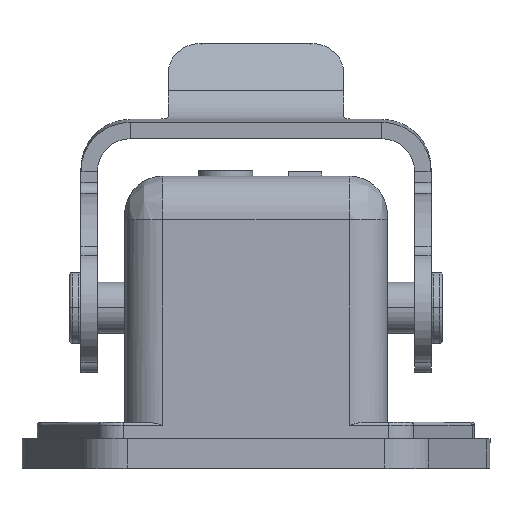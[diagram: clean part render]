
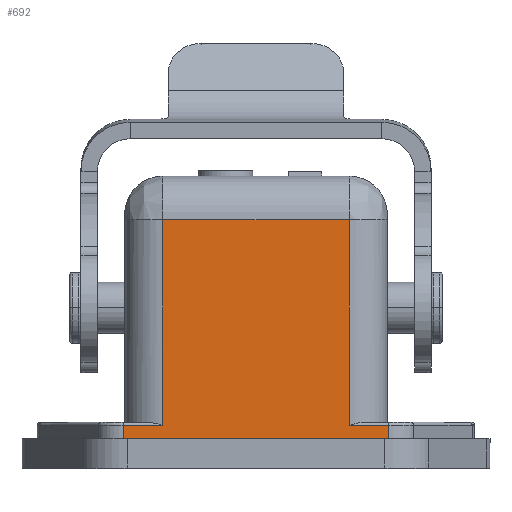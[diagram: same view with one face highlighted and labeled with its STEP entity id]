
A CAD part, top view. The second image highlights one B-rep face of the part: STEP entity #692.
In plain terms, the highlighted planar face has unit normal (0, 0, 1).
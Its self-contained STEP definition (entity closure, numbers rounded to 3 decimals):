
#357=FACE_OUTER_BOUND('',#1259,.T.);
#692=ADVANCED_FACE('NONE',(#357),#1017,.T.);
#1017=PLANE('',#6268);
#1259=EDGE_LOOP('',(#2255,#2256,#2257,#2258,#2259,#2260,#2261,#2262));
#2255=ORIENTED_EDGE('',*,*,#4470,.T.);
#2256=ORIENTED_EDGE('',*,*,#4471,.T.);
#2257=ORIENTED_EDGE('',*,*,#4472,.T.);
#2258=ORIENTED_EDGE('',*,*,#4473,.T.);
#2259=ORIENTED_EDGE('',*,*,#4474,.T.);
#2260=ORIENTED_EDGE('',*,*,#4475,.T.);
#2261=ORIENTED_EDGE('',*,*,#4469,.F.);
#2262=ORIENTED_EDGE('',*,*,#4419,.F.);
#3814=VERTEX_POINT('',#9045);
#3815=VERTEX_POINT('',#9046);
#3846=VERTEX_POINT('',#9151);
#3847=VERTEX_POINT('',#9157);
#3848=VERTEX_POINT('',#9159);
#3849=VERTEX_POINT('',#9161);
#3850=VERTEX_POINT('',#9163);
#3851=VERTEX_POINT('',#9165);
#4419=EDGE_CURVE('NONE',#3814,#3815,#5257,.T.);
#4469=EDGE_CURVE('NONE',#3815,#3846,#5283,.T.);
#4470=EDGE_CURVE('NONE',#3814,#3847,#5284,.T.);
#4471=EDGE_CURVE('NONE',#3847,#3848,#5285,.T.);
#4472=EDGE_CURVE('NONE',#3848,#3849,#5286,.T.);
#4473=EDGE_CURVE('NONE',#3849,#3850,#5287,.T.);
#4474=EDGE_CURVE('NONE',#3850,#3851,#5288,.T.);
#4475=EDGE_CURVE('NONE',#3851,#3846,#5289,.T.);
#5257=LINE('',#9044,#5767);
#5283=LINE('',#9154,#5793);
#5284=LINE('',#9156,#5794);
#5285=LINE('',#9158,#5795);
#5286=LINE('',#9160,#5796);
#5287=LINE('',#9162,#5797);
#5288=LINE('',#9164,#5798);
#5289=LINE('',#9166,#5799);
#5767=VECTOR('',#7131,1.);
#5793=VECTOR('',#7223,1.);
#5794=VECTOR('',#7226,1.);
#5795=VECTOR('',#7227,1.);
#5796=VECTOR('',#7228,1.);
#5797=VECTOR('',#7229,1.);
#5798=VECTOR('',#7230,1.);
#5799=VECTOR('',#7231,1.);
#6268=AXIS2_PLACEMENT_3D('',#9167,#7232,#7233);
#7131=DIRECTION('',(0.,-1.,0.));
#7223=DIRECTION('',(1.,0.,0.));
#7226=DIRECTION('',(-1.,0.,0.));
#7227=DIRECTION('',(0.,-1.,0.));
#7228=DIRECTION('',(-1.,0.,0.));
#7229=DIRECTION('',(0.,-1.,0.));
#7230=DIRECTION('',(1.,0.,0.));
#7231=DIRECTION('',(0.,1.,0.));
#7232=DIRECTION('',(0.,0.,1.));
#7233=DIRECTION('',(1.,0.,0.));
#9044=CARTESIAN_POINT('',(8.5,-0.118,14.));
#9045=CARTESIAN_POINT('',(8.5,21.5,14.));
#9046=CARTESIAN_POINT('',(8.5,2.7,14.));
#9151=CARTESIAN_POINT('',(12.137,2.7,14.));
#9154=CARTESIAN_POINT('',(-12.233,2.7,14.));
#9156=CARTESIAN_POINT('',(-12.137,21.5,14.));
#9157=CARTESIAN_POINT('',(-8.5,21.5,14.));
#9158=CARTESIAN_POINT('',(-8.5,0.,14.));
#9159=CARTESIAN_POINT('',(-8.5,2.7,14.));
#9160=CARTESIAN_POINT('',(-12.137,2.7,14.));
#9161=CARTESIAN_POINT('',(-12.137,2.7,14.));
#9162=CARTESIAN_POINT('',(-12.137,0.,14.));
#9163=CARTESIAN_POINT('',(-12.137,0.,14.));
#9164=CARTESIAN_POINT('',(-12.137,0.,14.));
#9165=CARTESIAN_POINT('',(12.137,0.,14.));
#9166=CARTESIAN_POINT('',(12.137,0.,14.));
#9167=CARTESIAN_POINT('',(-12.137,0.,14.));
